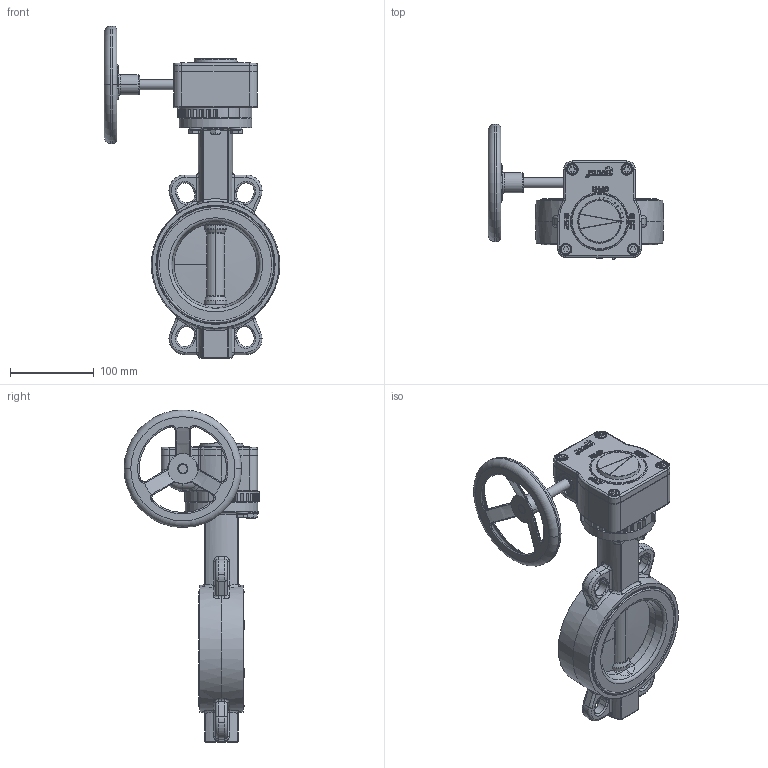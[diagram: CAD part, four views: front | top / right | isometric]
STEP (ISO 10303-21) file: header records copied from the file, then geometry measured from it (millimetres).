
FILE_DESCRIPTION(('HOOPS Exchange Step'),'2;1');
FILE_NAME('AK0810_DN100.stp','2025-08-26T15:25:54+02:00',('nieru'),('Unknown organisation'),'HOOPS Exchange 2024.2','HOOPS Exchange','Unknown authorisation');
FILE_SCHEMA( ('AP203_CONFIGURATION_CONTROLLED_3D_DESIGN_OF_MECHANICAL_PARTS_AND_ASSEMBLIES_MIM_LF') );
Length unit declared in the file: millimetre
Products named in the file (3): 0; root
Assembly tree (2 placements, depth 3):
  root
    0
      0
Bounding box: 209 x 161.79 x 395.5 mm (x, y, z)
Volume: 1568272.5 mm3; surface area: 405704.5 mm2
Topology: 27 solids, 29 shells, 3227 faces, 7833 edges, 4669 vertices
Faces by surface type: cylinder 1074, bspline 966, plane 723, torus 288, cone 161, sphere 15
Full cylindrical faces by diameter (mm): 7 x4, 7.258 x4, 7.984 x4, 9 x6, 12 x5, 12.8 x4, 13.996 x1, 14.517 x4, 15.5 x1, 15.75 x1, 16 x2, 16.569 x1, 17.2 x1, 18 x1, 19.719 x1, 20 x1, 24.305 x1, 26.365 x1, 27.029 x1, 43 x1, 52 x1, 86.3 x1, 112 x2, 140 x4
Entity records: 231458 total; most frequent: CARTESIAN_POINT 161942, ORIENTED_EDGE 15528, DIRECTION 12745, EDGE_CURVE 7764, AXIS2_PLACEMENT_3D 4980, VERTEX_POINT 4669, EDGE_LOOP 3441, FACE_BOUND 3441
